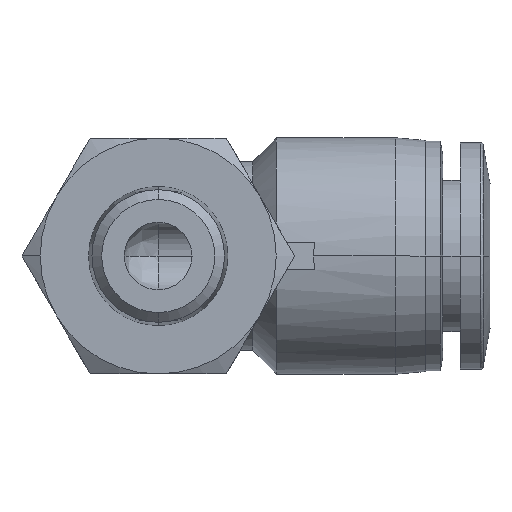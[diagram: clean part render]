
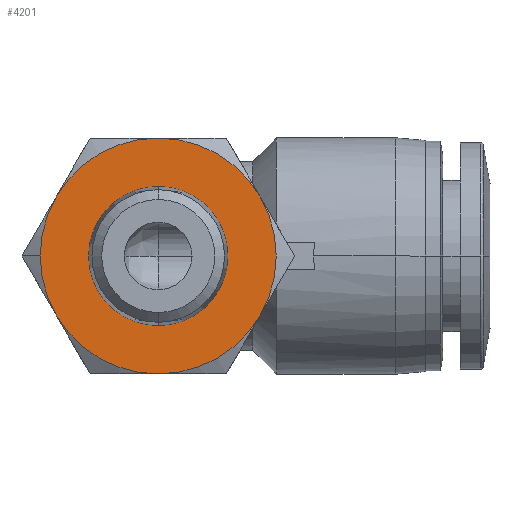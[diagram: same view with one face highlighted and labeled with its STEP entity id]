
A CAD part, front view. The second image highlights one B-rep face of the part: STEP entity #4201.
In plain terms, the highlighted planar face has unit normal (0, -1, 0).
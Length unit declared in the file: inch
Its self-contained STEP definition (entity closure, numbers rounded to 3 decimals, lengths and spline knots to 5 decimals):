
#25 = VERTEX_POINT ( 'NONE', #821 ) ;
#72 = EDGE_CURVE ( 'NONE', #1551, #25, #3692, .T. ) ;
#111 = DIRECTION ( 'NONE',  ( 0., -1., 0. ) ) ;
#126 = DIRECTION ( 'NONE',  ( -1., 0., 0. ) ) ;
#143 = DIRECTION ( 'NONE',  ( 0., -1., 0. ) ) ;
#153 = AXIS2_PLACEMENT_3D ( 'NONE', #3358, #3338, #3163 ) ;
#169 = EDGE_CURVE ( 'NONE', #228, #1551, #3685, .T. ) ;
#175 = CARTESIAN_POINT ( 'NONE',  ( 0., -0.23622, 0. ) ) ;
#197 = FACE_OUTER_BOUND ( 'NONE', #2410, .T. ) ;
#228 = VERTEX_POINT ( 'NONE', #2650 ) ;
#235 = AXIS2_PLACEMENT_3D ( 'NONE', #3451, #1479, #3790 ) ;
#300 = CARTESIAN_POINT ( 'NONE',  ( -0.29765, -0.23622, 0.17185 ) ) ;
#310 = FACE_BOUND ( 'NONE', #4120, .T. ) ;
#384 = EDGE_CURVE ( 'NONE', #1636, #964, #2744, .T. ) ;
#386 = DIRECTION ( 'NONE',  ( 0., 0., 1. ) ) ;
#428 = ORIENTED_EDGE ( 'NONE', *, *, #736, .T. ) ;
#443 = CARTESIAN_POINT ( 'NONE',  ( 0., -0.23622, 0. ) ) ;
#467 = DIRECTION ( 'NONE',  ( -1., 0., 0. ) ) ;
#510 = CARTESIAN_POINT ( 'NONE',  ( 0., -0.23622, 0. ) ) ;
#640 = DIRECTION ( 'NONE',  ( 0., -1., 0. ) ) ;
#678 = CARTESIAN_POINT ( 'NONE',  ( 0., -0.23622, 0.20276 ) ) ;
#736 = EDGE_CURVE ( 'NONE', #2940, #1381, #1673, .T. ) ;
#811 = ORIENTED_EDGE ( 'NONE', *, *, #1987, .T. ) ;
#821 = CARTESIAN_POINT ( 'NONE',  ( 0., -0.23622, -0.3437 ) ) ;
#964 = VERTEX_POINT ( 'NONE', #3698 ) ;
#1074 = ORIENTED_EDGE ( 'NONE', *, *, #1601, .T. ) ;
#1166 = ORIENTED_EDGE ( 'NONE', *, *, #3014, .T. ) ;
#1172 = CARTESIAN_POINT ( 'NONE',  ( 0., -0.23622, 0. ) ) ;
#1199 = DIRECTION ( 'NONE',  ( -1., 0., 0. ) ) ;
#1203 = DIRECTION ( 'NONE',  ( 0., -1., 0. ) ) ;
#1220 = CARTESIAN_POINT ( 'NONE',  ( 0., -0.23622, 0. ) ) ;
#1381 = VERTEX_POINT ( 'NONE', #300 ) ;
#1479 = DIRECTION ( 'NONE',  ( 0., -1., 0. ) ) ;
#1510 = ORIENTED_EDGE ( 'NONE', *, *, #2388, .T. ) ;
#1520 = DIRECTION ( 'NONE',  ( -1., 0., 0. ) ) ;
#1551 = VERTEX_POINT ( 'NONE', #2160 ) ;
#1601 = EDGE_CURVE ( 'NONE', #2723, #1752, #2658, .T. ) ;
#1603 = DIRECTION ( 'NONE',  ( 0., -1., 0. ) ) ;
#1636 = VERTEX_POINT ( 'NONE', #678 ) ;
#1673 = CIRCLE ( 'NONE', #153, 0.3437 ) ;
#1752 = VERTEX_POINT ( 'NONE', #3289 ) ;
#1844 = AXIS2_PLACEMENT_3D ( 'NONE', #2163, #111, #2480 ) ;
#1874 = CARTESIAN_POINT ( 'NONE',  ( 0., -0.23622, 0. ) ) ;
#1947 = ORIENTED_EDGE ( 'NONE', *, *, #1973, .F. ) ;
#1973 = EDGE_CURVE ( 'NONE', #964, #1636, #3504, .T. ) ;
#1987 = EDGE_CURVE ( 'NONE', #1381, #228, #1994, .T. ) ;
#1994 = CIRCLE ( 'NONE', #1844, 0.3437 ) ;
#2158 = CIRCLE ( 'NONE', #3840, 0.3437 ) ;
#2160 = CARTESIAN_POINT ( 'NONE',  ( -0.29765, -0.23622, -0.17185 ) ) ;
#2163 = CARTESIAN_POINT ( 'NONE',  ( 0., -0.23622, 0. ) ) ;
#2164 = AXIS2_PLACEMENT_3D ( 'NONE', #3576, #1603, #3925 ) ;
#2218 = DIRECTION ( 'NONE',  ( 0., 0., 1. ) ) ;
#2388 = EDGE_CURVE ( 'NONE', #1752, #2940, #3454, .T. ) ;
#2410 = EDGE_LOOP ( 'NONE', ( #1510, #428, #811, #3858, #3296, #1166, #1074 ) ) ;
#2480 = DIRECTION ( 'NONE',  ( -1., 0., 0. ) ) ;
#2481 = DIRECTION ( 'NONE',  ( 0., -1., 0. ) ) ;
#2628 = ORIENTED_EDGE ( 'NONE', *, *, #384, .F. ) ;
#2650 = CARTESIAN_POINT ( 'NONE',  ( -0.3437, -0.23622, 0. ) ) ;
#2658 = CIRCLE ( 'NONE', #4038, 0.3437 ) ;
#2723 = VERTEX_POINT ( 'NONE', #3340 ) ;
#2744 = CIRCLE ( 'NONE', #3073, 0.20276 ) ;
#2940 = VERTEX_POINT ( 'NONE', #4092 ) ;
#3014 = EDGE_CURVE ( 'NONE', #25, #2723, #2158, .T. ) ;
#3073 = AXIS2_PLACEMENT_3D ( 'NONE', #443, #640, #386 ) ;
#3163 = DIRECTION ( 'NONE',  ( -1., 0., 0. ) ) ;
#3289 = CARTESIAN_POINT ( 'NONE',  ( 0.29765, -0.23622, 0.17185 ) ) ;
#3296 = ORIENTED_EDGE ( 'NONE', *, *, #72, .T. ) ;
#3338 = DIRECTION ( 'NONE',  ( 0., -1., 0. ) ) ;
#3340 = CARTESIAN_POINT ( 'NONE',  ( 0.29765, -0.23622, -0.17185 ) ) ;
#3358 = CARTESIAN_POINT ( 'NONE',  ( 0., -0.23622, 0. ) ) ;
#3451 = CARTESIAN_POINT ( 'NONE',  ( 0., -0.23622, 0. ) ) ;
#3454 = CIRCLE ( 'NONE', #3489, 0.3437 ) ;
#3486 = DIRECTION ( 'NONE',  ( 0., -1., 0. ) ) ;
#3489 = AXIS2_PLACEMENT_3D ( 'NONE', #1172, #3486, #1520 ) ;
#3504 = CIRCLE ( 'NONE', #235, 0.20276 ) ;
#3576 = CARTESIAN_POINT ( 'NONE',  ( -0.27323, -0.23622, 0. ) ) ;
#3586 = AXIS2_PLACEMENT_3D ( 'NONE', #510, #2481, #467 ) ;
#3685 = CIRCLE ( 'NONE', #3913, 0.3437 ) ;
#3692 = CIRCLE ( 'NONE', #3586, 0.3437 ) ;
#3698 = CARTESIAN_POINT ( 'NONE',  ( 0., -0.23622, -0.20276 ) ) ;
#3790 = DIRECTION ( 'NONE',  ( 0., 0., 1. ) ) ;
#3840 = AXIS2_PLACEMENT_3D ( 'NONE', #1874, #4177, #2218 ) ;
#3858 = ORIENTED_EDGE ( 'NONE', *, *, #169, .T. ) ;
#3913 = AXIS2_PLACEMENT_3D ( 'NONE', #175, #143, #126 ) ;
#3925 = DIRECTION ( 'NONE',  ( 0., 0., -1. ) ) ;
#4038 = AXIS2_PLACEMENT_3D ( 'NONE', #1220, #1203, #1199 ) ;
#4092 = CARTESIAN_POINT ( 'NONE',  ( 0., -0.23622, 0.3437 ) ) ;
#4120 = EDGE_LOOP ( 'NONE', ( #2628, #1947 ) ) ;
#4177 = DIRECTION ( 'NONE',  ( 0., -1., 0. ) ) ;
#4201 = ADVANCED_FACE ( 'NONE', ( #310, #197 ), #4221, .T. ) ;
#4221 = PLANE ( 'NONE',  #2164 ) ;
